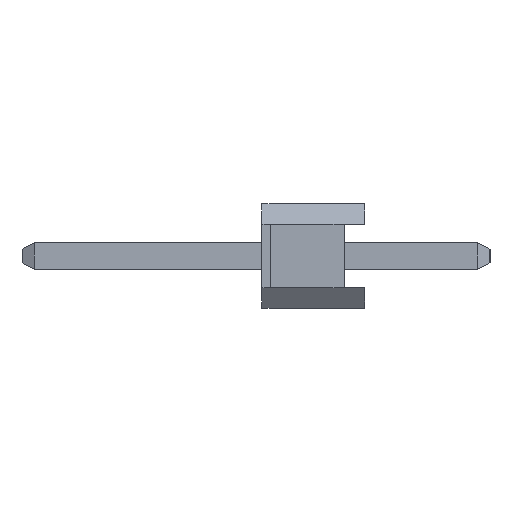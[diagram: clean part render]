
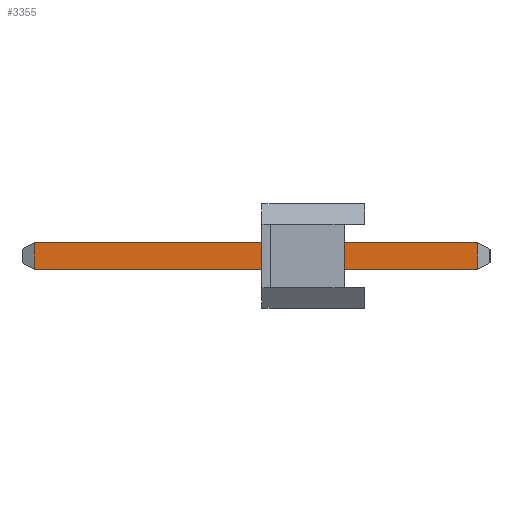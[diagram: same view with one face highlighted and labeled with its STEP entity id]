
A CAD part, left-side view. The second image highlights one B-rep face of the part: STEP entity #3355.
In plain terms, the highlighted planar face has unit normal (-1, 0, 0).
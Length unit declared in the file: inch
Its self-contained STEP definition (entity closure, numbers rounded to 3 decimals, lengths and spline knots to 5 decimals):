
#44 = DIRECTION ( 'NONE',  ( 0., 1., 0. ) ) ;
#240 = LINE ( 'NONE', #11186, #14835 ) ;
#2139 = EDGE_CURVE ( 'NONE', #11762, #2608, #9514, .T. ) ;
#2318 = DIRECTION ( 'NONE',  ( -1., 0., 0. ) ) ;
#2587 = FACE_OUTER_BOUND ( 'NONE', #11851, .T. ) ;
#2608 = VERTEX_POINT ( 'NONE', #8332 ) ;
#2777 = CARTESIAN_POINT ( 'NONE',  ( 11.39797, 14.9556, 0.13819 ) ) ;
#2986 = ORIENTED_EDGE ( 'NONE', *, *, #17642, .T. ) ;
#3287 = ORIENTED_EDGE ( 'NONE', *, *, #12601, .T. ) ;
#3355 = ADVANCED_FACE ( 'NONE', ( #2587 ), #11828, .T. ) ;
#4078 = CARTESIAN_POINT ( 'NONE',  ( 11.39797, 14.9556, 0.13819 ) ) ;
#4796 = LINE ( 'NONE', #5324, #5243 ) ;
#5243 = VECTOR ( 'NONE', #14845, 39.37008 ) ;
#5324 = CARTESIAN_POINT ( 'NONE',  ( 11.39797, 14.9808, -0.07997 ) ) ;
#6027 = CARTESIAN_POINT ( 'NONE',  ( 11.39797, 14.9556, -0.28661 ) ) ;
#7603 = VERTEX_POINT ( 'NONE', #17143 ) ;
#8332 = CARTESIAN_POINT ( 'NONE',  ( 11.39797, 14.9556, -0.28661 ) ) ;
#9514 = LINE ( 'NONE', #6027, #12721 ) ;
#10142 = VERTEX_POINT ( 'NONE', #4078 ) ;
#10575 = ORIENTED_EDGE ( 'NONE', *, *, #2139, .T. ) ;
#10692 = CARTESIAN_POINT ( 'NONE',  ( 11.39797, 14.9808, -0.28661 ) ) ;
#11186 = CARTESIAN_POINT ( 'NONE',  ( 11.39797, 14.9556, -0.07997 ) ) ;
#11762 = VERTEX_POINT ( 'NONE', #10692 ) ;
#11828 = PLANE ( 'NONE',  #14701 ) ;
#11851 = EDGE_LOOP ( 'NONE', ( #14351, #2986, #3287, #10575 ) ) ;
#11899 = DIRECTION ( 'NONE',  ( 0., -1., 0. ) ) ;
#12570 = DIRECTION ( 'NONE',  ( 0., 0., 1. ) ) ;
#12601 = EDGE_CURVE ( 'NONE', #7603, #11762, #4796, .T. ) ;
#12721 = VECTOR ( 'NONE', #14182, 39.37008 ) ;
#12908 = LINE ( 'NONE', #2777, #16162 ) ;
#14182 = DIRECTION ( 'NONE',  ( 0., -1., 0. ) ) ;
#14351 = ORIENTED_EDGE ( 'NONE', *, *, #17786, .T. ) ;
#14701 = AXIS2_PLACEMENT_3D ( 'NONE', #15916, #2318, #11899 ) ;
#14835 = VECTOR ( 'NONE', #12570, 39.37008 ) ;
#14845 = DIRECTION ( 'NONE',  ( 0., 0., -1. ) ) ;
#15916 = CARTESIAN_POINT ( 'NONE',  ( 11.39797, 14.9556, -0.07997 ) ) ;
#16162 = VECTOR ( 'NONE', #44, 39.37008 ) ;
#17143 = CARTESIAN_POINT ( 'NONE',  ( 11.39797, 14.9808, 0.13819 ) ) ;
#17642 = EDGE_CURVE ( 'NONE', #10142, #7603, #12908, .T. ) ;
#17786 = EDGE_CURVE ( 'NONE', #2608, #10142, #240, .T. ) ;
